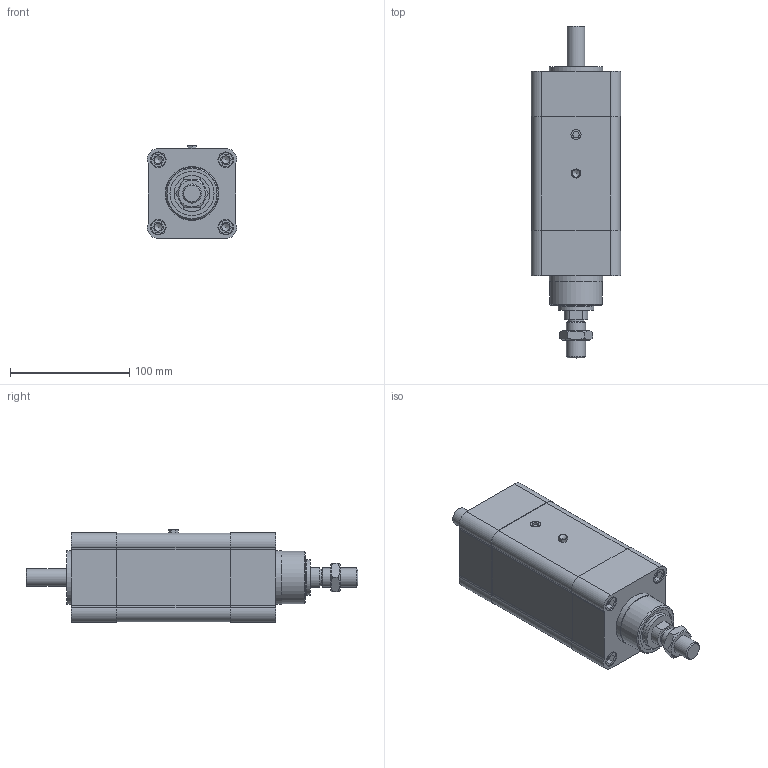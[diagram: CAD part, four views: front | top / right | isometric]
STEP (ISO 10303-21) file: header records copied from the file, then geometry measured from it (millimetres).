
FILE_DESCRIPTION(/* description */ (''),/* implementation_level */ '2;1');
FILE_NAME(/* name */ 'PNCE 63 _ _ _ _ 0 S.stp',/* time_stamp */ '2016-11-22T12:52:29+01:00',/* author */ ('PVeber'),/* organization */ (''),/* preprocessor_version */ 'ST-DEVELOPER v16.1',/* originating_system */ 'Autodesk Inventor 2016',/* authorisation */ '');
FILE_SCHEMA (('AUTOMOTIVE_DESIGN { 1 0 10303 214 3 1 1 }'));
Length unit declared in the file: millimetre
Products named in the file (6): PISTON ROD PNCE 63 0; CYLINDER PROFILE PNCE 63 0; FRONT CAP PNCE 63; DRIVE CAP PNCE 63; DIN 439 - M16 x 1,5; PNCE 63 _ _ _ _ 0 S
Assembly tree (5 placements, depth 2):
  PNCE 63 _ _ _ _ 0 S
    PISTON ROD PNCE 63 0
    CYLINDER PROFILE PNCE 63 0
    FRONT CAP PNCE 63
    DRIVE CAP PNCE 63
    DIN 439 - M16 x 1,5
Bounding box: 74.97 x 278 x 77.5 mm (x, y, z)
Volume: 945686.5 mm3; surface area: 167613.6 mm2
Topology: 5 solids, 5 shells, 230 faces, 519 edges, 346 vertices
Faces by surface type: plane 131, cylinder 81, cone 18
Full cylindrical faces by diameter (mm): 5.3 x1, 6.5 x1, 6.647 x8, 6.7 x4, 8.5 x9, 12 x8, 13 x8, 14.2 x1, 14.376 x1, 15 x1, 16 x1, 29.9 x1, 30 x2, 32 x1, 37 x1, 44 x1, 45 x2, 57 x1, 58 x3
Entity records: 5994 total; most frequent: DIRECTION 1058, CARTESIAN_POINT 1001, ORIENTED_EDGE 836, EDGE_CURVE 418, AXIS2_PLACEMENT_3D 411, EDGE_LOOP 364, VERTEX_POINT 318, LINE 236
